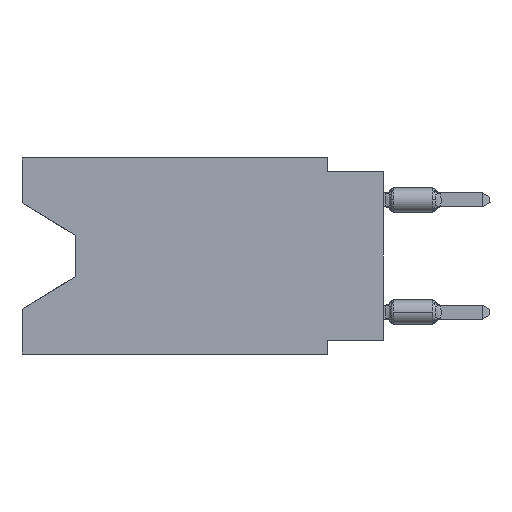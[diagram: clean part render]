
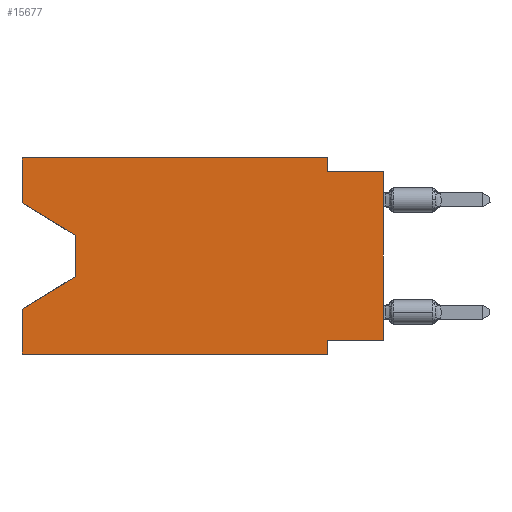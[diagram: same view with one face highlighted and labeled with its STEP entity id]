
A CAD part, left-side view. The second image highlights one B-rep face of the part: STEP entity #15677.
In plain terms, the highlighted planar face has unit normal (-1, 0, 0).
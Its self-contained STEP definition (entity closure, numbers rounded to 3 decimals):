
#980 = VECTOR ( 'NONE', #9157, 1000. ) ;
#1507 = LINE ( 'NONE', #16186, #22944 ) ;
#1997 = VERTEX_POINT ( 'NONE', #26811 ) ;
#2408 = EDGE_CURVE ( 'NONE', #37353, #31407, #41567, .T. ) ;
#2627 = EDGE_CURVE ( 'NONE', #14841, #20675, #37030, .T. ) ;
#3765 = DIRECTION ( 'NONE',  ( 0., 0., -1. ) ) ;
#4105 = DIRECTION ( 'NONE',  ( 0., 0.855, -0.519 ) ) ;
#4810 = VERTEX_POINT ( 'NONE', #21572 ) ;
#4879 = CARTESIAN_POINT ( 'NONE',  ( 0., 13.97, -3.505 ) ) ;
#5929 = DIRECTION ( 'NONE',  ( 0., -1., 0. ) ) ;
#6392 = LINE ( 'NONE', #21317, #20312 ) ;
#6473 = EDGE_CURVE ( 'NONE', #31778, #42639, #30039, .T. ) ;
#6739 = ORIENTED_EDGE ( 'NONE', *, *, #43953, .T. ) ;
#7022 = LINE ( 'NONE', #44699, #44450 ) ;
#7184 = DIRECTION ( 'NONE',  ( 1., 0., 0. ) ) ;
#7678 = CARTESIAN_POINT ( 'NONE',  ( 0., 16.383, 0. ) ) ;
#8309 = EDGE_CURVE ( 'NONE', #24438, #42639, #33479, .T. ) ;
#9113 = CARTESIAN_POINT ( 'NONE',  ( 0., 0., -0.635 ) ) ;
#9157 = DIRECTION ( 'NONE',  ( 0., -1., 0. ) ) ;
#9227 = VECTOR ( 'NONE', #26355, 1000. ) ;
#9902 = AXIS2_PLACEMENT_3D ( 'NONE', #7678, #7184, #3765 ) ;
#10928 = EDGE_CURVE ( 'NONE', #4810, #44346, #7022, .T. ) ;
#10982 = CARTESIAN_POINT ( 'NONE',  ( 0., 2.54, -8.255 ) ) ;
#11098 = CARTESIAN_POINT ( 'NONE',  ( 0., 16.383, 0. ) ) ;
#11109 = PLANE ( 'NONE',  #9902 ) ;
#11334 = CARTESIAN_POINT ( 'NONE',  ( 0., 16.383, 0. ) ) ;
#12318 = EDGE_CURVE ( 'NONE', #31778, #31407, #6392, .T. ) ;
#14492 = VERTEX_POINT ( 'NONE', #4879 ) ;
#14841 = VERTEX_POINT ( 'NONE', #33277 ) ;
#15029 = FACE_OUTER_BOUND ( 'NONE', #36432, .T. ) ;
#15237 = DIRECTION ( 'NONE',  ( 0., 0., -1. ) ) ;
#15397 = ORIENTED_EDGE ( 'NONE', *, *, #26290, .F. ) ;
#15677 = ADVANCED_FACE ( 'NONE', ( #15029 ), #11109, .F. ) ;
#16186 = CARTESIAN_POINT ( 'NONE',  ( 0., 13.97, -3.505 ) ) ;
#16735 = CARTESIAN_POINT ( 'NONE',  ( 0., 0., -8.255 ) ) ;
#16739 = CARTESIAN_POINT ( 'NONE',  ( 0., 16.383, 0. ) ) ;
#19049 = EDGE_CURVE ( 'NONE', #20675, #44346, #39484, .T. ) ;
#20312 = VECTOR ( 'NONE', #36274, 1000. ) ;
#20675 = VERTEX_POINT ( 'NONE', #29112 ) ;
#21317 = CARTESIAN_POINT ( 'NONE',  ( 0., 16.383, 0. ) ) ;
#21464 = DIRECTION ( 'NONE',  ( 0., 0., 1. ) ) ;
#21572 = CARTESIAN_POINT ( 'NONE',  ( 0., 0., -8.255 ) ) ;
#21833 = CARTESIAN_POINT ( 'NONE',  ( 0., 2.54, 0. ) ) ;
#22276 = EDGE_CURVE ( 'NONE', #1997, #28582, #25279, .T. ) ;
#22721 = CARTESIAN_POINT ( 'NONE',  ( 0., 13.97, -5.385 ) ) ;
#22944 = VECTOR ( 'NONE', #31147, 1000. ) ;
#23380 = DIRECTION ( 'NONE',  ( 0., 1., 0. ) ) ;
#23967 = CARTESIAN_POINT ( 'NONE',  ( 0., 2.54, -8.89 ) ) ;
#24438 = VERTEX_POINT ( 'NONE', #10982 ) ;
#24606 = ORIENTED_EDGE ( 'NONE', *, *, #19049, .F. ) ;
#24974 = ORIENTED_EDGE ( 'NONE', *, *, #25775, .T. ) ;
#25036 = LINE ( 'NONE', #32171, #40410 ) ;
#25279 = LINE ( 'NONE', #11098, #33998 ) ;
#25616 = ORIENTED_EDGE ( 'NONE', *, *, #22276, .F. ) ;
#25775 = EDGE_CURVE ( 'NONE', #14492, #37353, #1507, .T. ) ;
#26290 = EDGE_CURVE ( 'NONE', #28582, #14841, #34425, .T. ) ;
#26355 = DIRECTION ( 'NONE',  ( 0., -1., 0. ) ) ;
#26811 = CARTESIAN_POINT ( 'NONE',  ( 0., 16.383, -2.038 ) ) ;
#27034 = LINE ( 'NONE', #16735, #48230 ) ;
#28234 = EDGE_CURVE ( 'NONE', #4810, #24438, #27034, .T. ) ;
#28582 = VERTEX_POINT ( 'NONE', #11334 ) ;
#28735 = DIRECTION ( 'NONE',  ( 0., 0., 1. ) ) ;
#29112 = CARTESIAN_POINT ( 'NONE',  ( 0., 2.54, -0.635 ) ) ;
#29312 = CARTESIAN_POINT ( 'NONE',  ( 0., 2.54, -8.89 ) ) ;
#30039 = LINE ( 'NONE', #44941, #9227 ) ;
#31147 = DIRECTION ( 'NONE',  ( 0., 0., -1. ) ) ;
#31407 = VERTEX_POINT ( 'NONE', #36915 ) ;
#31429 = ORIENTED_EDGE ( 'NONE', *, *, #12318, .F. ) ;
#31778 = VERTEX_POINT ( 'NONE', #35723 ) ;
#32171 = CARTESIAN_POINT ( 'NONE',  ( 0., 16.383, -2.038 ) ) ;
#33277 = CARTESIAN_POINT ( 'NONE',  ( 0., 2.54, 0. ) ) ;
#33479 = LINE ( 'NONE', #29312, #35226 ) ;
#33865 = VECTOR ( 'NONE', #15237, 1000. ) ;
#33998 = VECTOR ( 'NONE', #28735, 1000. ) ;
#34131 = ORIENTED_EDGE ( 'NONE', *, *, #2408, .T. ) ;
#34425 = LINE ( 'NONE', #16739, #980 ) ;
#35226 = VECTOR ( 'NONE', #36895, 1000. ) ;
#35723 = CARTESIAN_POINT ( 'NONE',  ( 0., 16.383, -8.89 ) ) ;
#36274 = DIRECTION ( 'NONE',  ( 0., 0., 1. ) ) ;
#36432 = EDGE_LOOP ( 'NONE', ( #6739, #24974, #34131, #31429, #44128, #39861, #40551, #44751, #24606, #39111, #15397, #25616 ) ) ;
#36895 = DIRECTION ( 'NONE',  ( 0., 0., -1. ) ) ;
#36915 = CARTESIAN_POINT ( 'NONE',  ( 0., 16.383, -6.852 ) ) ;
#37030 = LINE ( 'NONE', #21833, #33865 ) ;
#37353 = VERTEX_POINT ( 'NONE', #22721 ) ;
#37675 = CARTESIAN_POINT ( 'NONE',  ( 0., 13.97, -5.385 ) ) ;
#39111 = ORIENTED_EDGE ( 'NONE', *, *, #2627, .F. ) ;
#39484 = LINE ( 'NONE', #9113, #45959 ) ;
#39861 = ORIENTED_EDGE ( 'NONE', *, *, #8309, .F. ) ;
#40410 = VECTOR ( 'NONE', #47061, 1000. ) ;
#40551 = ORIENTED_EDGE ( 'NONE', *, *, #28234, .F. ) ;
#41567 = LINE ( 'NONE', #37675, #42449 ) ;
#42449 = VECTOR ( 'NONE', #4105, 1000. ) ;
#42639 = VERTEX_POINT ( 'NONE', #23967 ) ;
#43953 = EDGE_CURVE ( 'NONE', #1997, #14492, #25036, .T. ) ;
#44128 = ORIENTED_EDGE ( 'NONE', *, *, #6473, .T. ) ;
#44346 = VERTEX_POINT ( 'NONE', #46762 ) ;
#44450 = VECTOR ( 'NONE', #21464, 1000. ) ;
#44699 = CARTESIAN_POINT ( 'NONE',  ( 0., 0., 0. ) ) ;
#44751 = ORIENTED_EDGE ( 'NONE', *, *, #10928, .T. ) ;
#44941 = CARTESIAN_POINT ( 'NONE',  ( 0., 16.383, -8.89 ) ) ;
#45959 = VECTOR ( 'NONE', #5929, 1000. ) ;
#46762 = CARTESIAN_POINT ( 'NONE',  ( 0., 0., -0.635 ) ) ;
#47061 = DIRECTION ( 'NONE',  ( 0., -0.855, -0.519 ) ) ;
#48230 = VECTOR ( 'NONE', #23380, 1000. ) ;
